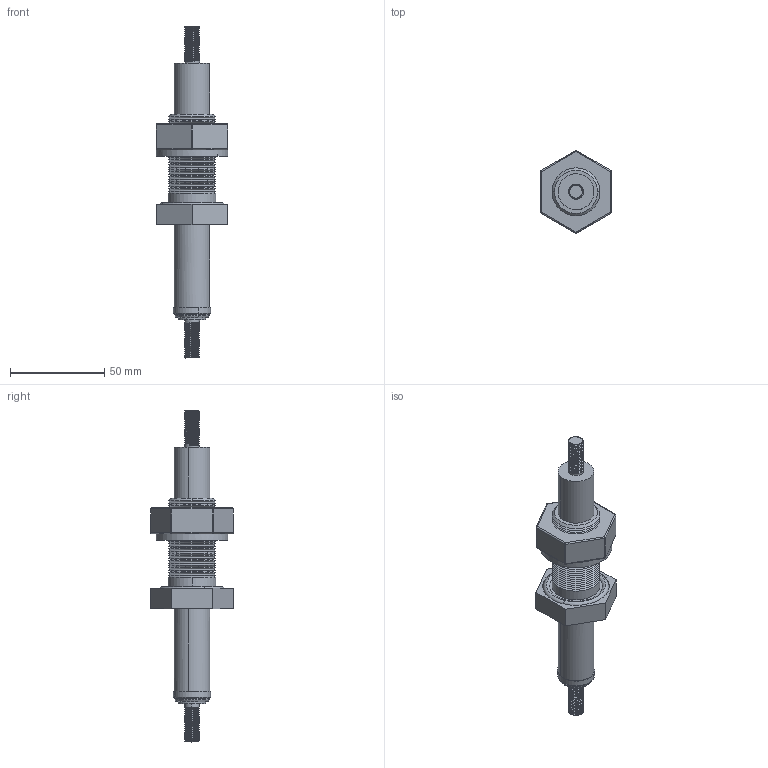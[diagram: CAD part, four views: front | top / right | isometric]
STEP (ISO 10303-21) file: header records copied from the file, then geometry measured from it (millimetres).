
FILE_DESCRIPTION (( 'STEP AP203' ), '1' );
FILE_NAME ('A4475-2-BP.STEP', '2019-06-12T13:31:38', ( '' ), ( '' ), 'SwSTEP 2.0', 'SolidWorks 2019', '' );
FILE_SCHEMA (( 'CONFIG_CONTROL_DESIGN' ));
Length unit declared in the file: inch
Products named in the file (1): A4475-2-BP
Bounding box: 38.1 x 43.99 x 176.02 mm (x, y, z)
Volume: 71508 mm3; surface area: 23907.3 mm2
Topology: 1 solids, 15 shells, 383 faces, 906 edges, 540 vertices
Faces by surface type: cone 182, cylinder 124, plane 47, torus 12, sphere 12, bspline 6
Entity records: 16722 total; most frequent: CARTESIAN_POINT 8129, DIRECTION 1850, ORIENTED_EDGE 1796, EDGE_CURVE 898, AXIS2_PLACEMENT_3D 748, VERTEX_POINT 536, EDGE_LOOP 402, ADVANCED_FACE 383
